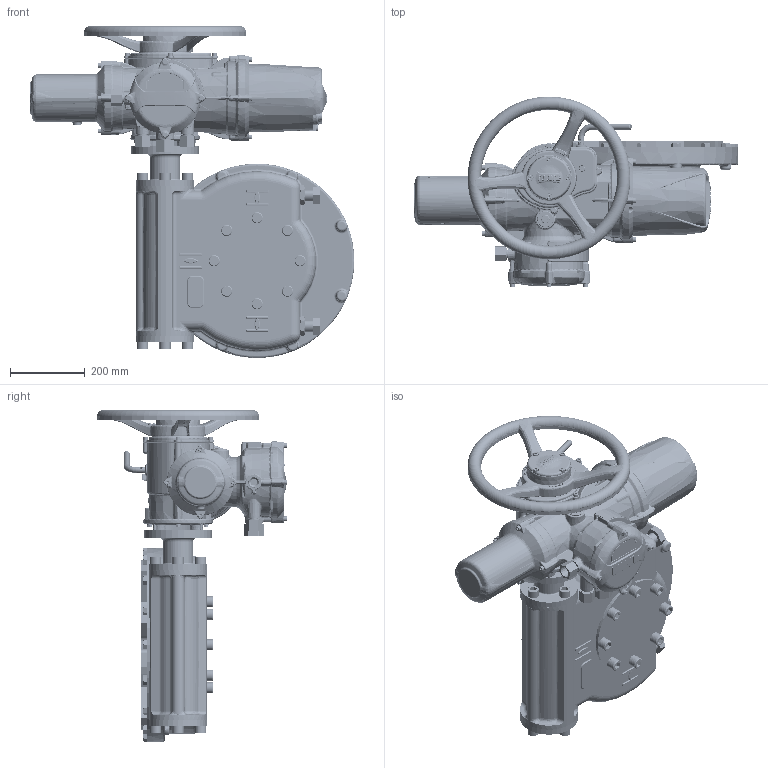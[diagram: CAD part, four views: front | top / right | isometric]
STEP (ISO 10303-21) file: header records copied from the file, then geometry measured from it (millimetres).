
FILE_DESCRIPTION(/* description */ ('Unknown'),/* implementation_level */ '2;1');
FILE_NAME(/* name */ 'II2THWIW82STD-3',/* time_stamp */ '2019-09-03T13:44:11+01:00',/* author */ ('Unknown'),/* organization */ ('Unknown'),/* preprocessor_version */ 'ST-DEVELOPER v16.7',/* originating_system */ 'DEX',/* authorisation */ $);
FILE_SCHEMA (('AUTOMOTIVE_DESIGN {1 0 10303 214 3 1 1}'));
Products named in the file (16): II2THWIW82STD-3; II2-01-std; II2-04THW-std; II2-04CAP-std; II2-05-std; II0-20LONG-std; II0-55-std; II2-02B3B4_F14-std; GB-IW8-INFLG_F14; GB-IW8-GCASE; GB-IW8-ENDCAP; GB-IW8-OUTFLG_STD_F25; GB-IW8-DBUSH_STD_X1; GB-IW8-INDPLATE; II0-20SHORT-std; II0-55-ADPIMP4-std
Assembly tree (15 placements, depth 2):
  II2THWIW82STD-3
    II2-01-std
    II2-04THW-std
    II2-04CAP-std
    II2-05-std
    II0-20LONG-std
    II0-55-std
    II2-02B3B4_F14-std
    GB-IW8-INFLG_F14
    GB-IW8-GCASE
    GB-IW8-ENDCAP
    GB-IW8-OUTFLG_STD_F25
    GB-IW8-DBUSH_STD_X1
    GB-IW8-INDPLATE
    II0-20SHORT-std
    II0-55-ADPIMP4-std
Bounding box: 868.63 x 509.98 x 888.19 mm (x, y, z)
Volume: 53734097.3 mm3; surface area: 3636463.7 mm2
Topology: 50 solids, 63 shells, 8657 faces, 21631 edges, 13069 vertices
Faces by surface type: bspline 2840, plane 2667, cylinder 1230, cone 863, torus 818, sphere 239
Full cylindrical faces by diameter (mm): 1.152 x2, 3 x8, 3.54 x2, 4 x2, 4.917 x1, 6 x4, 6.45 x16, 6.47 x16, 6.5 x1, 6.647 x2, 7 x4, 7.6 x4, 8 x37, 8.1 x2, 8.2 x1, 8.5 x4, 10 x2, 11.78 x1, 13 x21, 13.25 x4, 14 x1, 14.376 x4, 15.5 x1, 15.84 x1, 16 x28, 16.5 x16, 18 x3, 20 x12, 20.5 x12, 21 x8
Entity records: 384274 total; most frequent: CARTESIAN_POINT 147763, ORIENTED_EDGE 40414, DIRECTION 31021, EDGE_CURVE 20207, AXIS2_PLACEMENT_3D 12846, VERTEX_POINT 12647, FACE_BOUND 9786, EDGE_LOOP 9754
